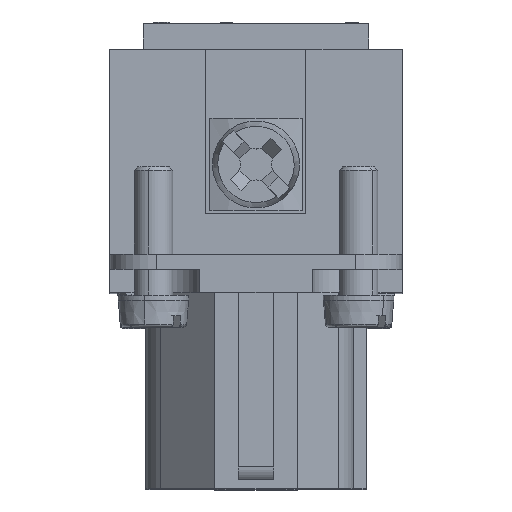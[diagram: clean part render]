
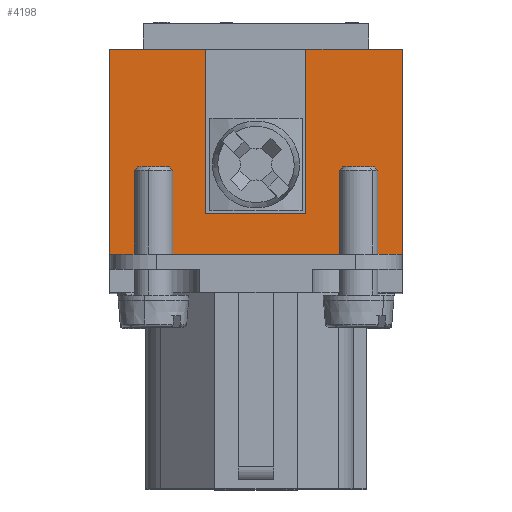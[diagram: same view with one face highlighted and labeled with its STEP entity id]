
A CAD part, top view. The second image highlights one B-rep face of the part: STEP entity #4198.
In plain terms, the highlighted planar face has unit normal (0, 0, 1).
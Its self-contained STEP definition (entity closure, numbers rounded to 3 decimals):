
#409=PLANE('',#14390);
#969=FACE_OUTER_BOUND('',#5672,.T.);
#1686=LINE('',#19832,#2932);
#1687=LINE('',#19835,#2933);
#1688=LINE('',#19837,#2934);
#1689=LINE('',#19839,#2935);
#1690=LINE('',#19841,#2936);
#1691=LINE('',#19843,#2937);
#1692=LINE('',#19845,#2938);
#1693=LINE('',#19847,#2939);
#2932=VECTOR('',#15839,1.);
#2933=VECTOR('',#15840,1.);
#2934=VECTOR('',#15841,1.);
#2935=VECTOR('',#15842,1.);
#2936=VECTOR('',#15843,1.);
#2937=VECTOR('',#15844,1.);
#2938=VECTOR('',#15845,1.);
#2939=VECTOR('',#15846,1.);
#4198=ADVANCED_FACE('',(#969),#409,.T.);
#5672=EDGE_LOOP('',(#6777,#6778,#6779,#6780,#6781,#6782,#6783,#6784));
#6777=ORIENTED_EDGE('',*,*,#11966,.F.);
#6778=ORIENTED_EDGE('',*,*,#11967,.F.);
#6779=ORIENTED_EDGE('',*,*,#11968,.T.);
#6780=ORIENTED_EDGE('',*,*,#11969,.T.);
#6781=ORIENTED_EDGE('',*,*,#11970,.F.);
#6782=ORIENTED_EDGE('',*,*,#11971,.F.);
#6783=ORIENTED_EDGE('',*,*,#11972,.F.);
#6784=ORIENTED_EDGE('',*,*,#11973,.T.);
#10627=VERTEX_POINT('',#19833);
#10628=VERTEX_POINT('',#19834);
#10629=VERTEX_POINT('',#19836);
#10630=VERTEX_POINT('',#19838);
#10631=VERTEX_POINT('',#19840);
#10632=VERTEX_POINT('',#19842);
#10633=VERTEX_POINT('',#19844);
#10634=VERTEX_POINT('',#19846);
#11966=EDGE_CURVE('',#10627,#10628,#1686,.T.);
#11967=EDGE_CURVE('',#10629,#10627,#1687,.T.);
#11968=EDGE_CURVE('',#10629,#10630,#1688,.T.);
#11969=EDGE_CURVE('',#10630,#10631,#1689,.T.);
#11970=EDGE_CURVE('',#10632,#10631,#1690,.T.);
#11971=EDGE_CURVE('',#10633,#10632,#1691,.T.);
#11972=EDGE_CURVE('',#10634,#10633,#1692,.T.);
#11973=EDGE_CURVE('',#10634,#10628,#1693,.T.);
#14390=AXIS2_PLACEMENT_3D('',#19848,#15847,#15848);
#15839=DIRECTION('',(0.,1.,0.));
#15840=DIRECTION('',(-1.,0.,0.));
#15841=DIRECTION('',(0.,1.,0.));
#15842=DIRECTION('',(-1.,0.,0.));
#15843=DIRECTION('',(0.,1.,0.));
#15844=DIRECTION('',(1.,0.,0.));
#15845=DIRECTION('',(0.,-1.,0.));
#15846=DIRECTION('',(-1.,0.,0.));
#15847=DIRECTION('',(0.,0.,1.));
#15848=DIRECTION('',(1.,0.,0.));
#19832=CARTESIAN_POINT('',(-11.4,0.998,29.4));
#19833=CARTESIAN_POINT('',(-11.4,2.2,29.4));
#19834=CARTESIAN_POINT('',(-11.4,18.2,29.4));
#19835=CARTESIAN_POINT('',(11.4,2.2,29.4));
#19836=CARTESIAN_POINT('',(11.4,2.2,29.4));
#19837=CARTESIAN_POINT('',(11.4,0.998,29.4));
#19838=CARTESIAN_POINT('',(11.4,18.2,29.4));
#19839=CARTESIAN_POINT('',(11.4,18.2,29.4));
#19840=CARTESIAN_POINT('',(3.9,18.2,29.4));
#19841=CARTESIAN_POINT('',(3.9,5.4,29.4));
#19842=CARTESIAN_POINT('',(3.9,5.4,29.4));
#19843=CARTESIAN_POINT('',(-3.906,5.4,29.4));
#19844=CARTESIAN_POINT('',(-3.906,5.4,29.4));
#19845=CARTESIAN_POINT('',(-3.906,22.9,29.4));
#19846=CARTESIAN_POINT('',(-3.906,18.2,29.4));
#19847=CARTESIAN_POINT('',(11.4,18.2,29.4));
#19848=CARTESIAN_POINT('',(11.4,0.998,29.4));
